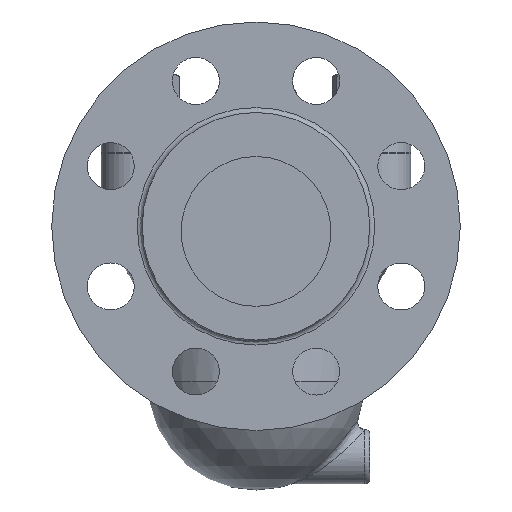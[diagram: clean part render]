
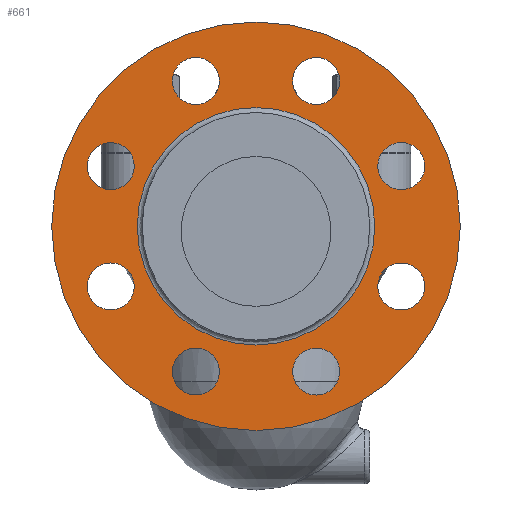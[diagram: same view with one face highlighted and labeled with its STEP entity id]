
A CAD part, left-side view. The second image highlights one B-rep face of the part: STEP entity #661.
In plain terms, the highlighted free-form (B-spline) face has degree [1, 1] with [2, 2] control points.
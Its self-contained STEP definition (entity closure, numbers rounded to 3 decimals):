
#490=CARTESIAN_POINT('',(-133.6,0.0,46.95));
#491=VERTEX_POINT('',#490);
#492=CARTESIAN_POINT('',(-133.6,0.0,-1.));
#493=DIRECTION('',(-1.0,0.0,0.0));
#494=DIRECTION('',(0.0,0.0,-1.0));
#495=AXIS2_PLACEMENT_3D('',#492,#493,#494);
#496=CIRCLE('',#495,47.95);
#497=EDGE_CURVE('',#491,#491,#496,.T.);
#554=CARTESIAN_POINT('',(-133.6,82.5,81.5));
#555=CARTESIAN_POINT('',(-133.6,82.5,-83.5));
#556=CARTESIAN_POINT('',(-133.6,-82.5,81.5));
#557=CARTESIAN_POINT('',(-133.6,-82.5,-83.5));
#558=B_SPLINE_SURFACE_WITH_KNOTS('',1,1,((#554,#556),(#555,#557)),.UNSPECIFIED.,.F.,.F.,.U.,(2,2),(2,2),(0.0,165.),(0.0,165.),.UNSPECIFIED.);
#559=CARTESIAN_POINT('',(-133.6,0.0,81.5));
#560=VERTEX_POINT('',#559);
#561=CARTESIAN_POINT('',(-133.6,0.0,-1.));
#562=DIRECTION('',(-1.0,0.0,0.0));
#563=DIRECTION('',(0.0,0.0,1.0));
#564=AXIS2_PLACEMENT_3D('',#561,#562,#563);
#565=CIRCLE('',#564,82.5);
#566=EDGE_CURVE('',#560,#560,#565,.T.);
#567=ORIENTED_EDGE('',*,*,#566,.T.);
#568=EDGE_LOOP('',(#567));
#569=FACE_OUTER_BOUND('',#568,.T.);
#570=CARTESIAN_POINT('',(-133.6,24.3,48.166));
#571=VERTEX_POINT('',#570);
#572=CARTESIAN_POINT('',(-133.6,24.3,57.666));
#573=DIRECTION('',(1.0,0.0,0.0));
#574=DIRECTION('',(0.0,0.0,-1.0));
#575=AXIS2_PLACEMENT_3D('',#572,#573,#574);
#576=CIRCLE('',#575,9.5);
#577=EDGE_CURVE('',#571,#571,#576,.T.);
#578=ORIENTED_EDGE('',*,*,#577,.T.);
#579=EDGE_LOOP('',(#578));
#580=FACE_BOUND('',#579,.T.);
#581=CARTESIAN_POINT('',(-133.6,51.949,16.583));
#582=VERTEX_POINT('',#581);
#583=CARTESIAN_POINT('',(-133.6,58.666,23.3));
#584=DIRECTION('',(1.,0.,0.));
#585=DIRECTION('',(0.,-0.707,-0.707));
#586=AXIS2_PLACEMENT_3D('',#583,#584,#585);
#587=CIRCLE('',#586,9.5);
#588=EDGE_CURVE('',#582,#582,#587,.T.);
#589=ORIENTED_EDGE('',*,*,#588,.T.);
#590=EDGE_LOOP('',(#589));
#591=FACE_BOUND('',#590,.T.);
#592=CARTESIAN_POINT('',(-133.6,49.166,-25.3));
#593=VERTEX_POINT('',#592);
#594=CARTESIAN_POINT('',(-133.6,58.666,-25.3));
#595=DIRECTION('',(1.0,0.0,0.0));
#596=DIRECTION('',(0.0,-1.0,0.0));
#597=AXIS2_PLACEMENT_3D('',#594,#595,#596);
#598=CIRCLE('',#597,9.5);
#599=EDGE_CURVE('',#593,#593,#598,.T.);
#600=ORIENTED_EDGE('',*,*,#599,.T.);
#601=EDGE_LOOP('',(#600));
#602=FACE_BOUND('',#601,.T.);
#603=CARTESIAN_POINT('',(-133.6,17.583,-52.949));
#604=VERTEX_POINT('',#603);
#605=CARTESIAN_POINT('',(-133.6,24.3,-59.666));
#606=DIRECTION('',(1.,0.,0.));
#607=DIRECTION('',(0.,-0.707,0.707));
#608=AXIS2_PLACEMENT_3D('',#605,#606,#607);
#609=CIRCLE('',#608,9.5);
#610=EDGE_CURVE('',#604,#604,#609,.T.);
#611=ORIENTED_EDGE('',*,*,#610,.T.);
#612=EDGE_LOOP('',(#611));
#613=FACE_BOUND('',#612,.T.);
#614=CARTESIAN_POINT('',(-133.6,-24.3,-50.166));
#615=VERTEX_POINT('',#614);
#616=CARTESIAN_POINT('',(-133.6,-24.3,-59.666));
#617=DIRECTION('',(1.0,0.0,0.0));
#618=DIRECTION('',(0.0,0.0,1.0));
#619=AXIS2_PLACEMENT_3D('',#616,#617,#618);
#620=CIRCLE('',#619,9.5);
#621=EDGE_CURVE('',#615,#615,#620,.T.);
#622=ORIENTED_EDGE('',*,*,#621,.T.);
#623=EDGE_LOOP('',(#622));
#624=FACE_BOUND('',#623,.T.);
#625=CARTESIAN_POINT('',(-133.6,-51.949,-18.583));
#626=VERTEX_POINT('',#625);
#627=CARTESIAN_POINT('',(-133.6,-58.666,-25.3));
#628=DIRECTION('',(1.0,0.,0.));
#629=DIRECTION('',(0.,0.707,0.707));
#630=AXIS2_PLACEMENT_3D('',#627,#628,#629);
#631=CIRCLE('',#630,9.5);
#632=EDGE_CURVE('',#626,#626,#631,.T.);
#633=ORIENTED_EDGE('',*,*,#632,.T.);
#634=EDGE_LOOP('',(#633));
#635=FACE_BOUND('',#634,.T.);
#636=CARTESIAN_POINT('',(-133.6,-49.166,23.3));
#637=VERTEX_POINT('',#636);
#638=CARTESIAN_POINT('',(-133.6,-58.666,23.3));
#639=DIRECTION('',(1.0,0.0,0.0));
#640=DIRECTION('',(0.0,1.0,0.0));
#641=AXIS2_PLACEMENT_3D('',#638,#639,#640);
#642=CIRCLE('',#641,9.5);
#643=EDGE_CURVE('',#637,#637,#642,.T.);
#644=ORIENTED_EDGE('',*,*,#643,.T.);
#645=EDGE_LOOP('',(#644));
#646=FACE_BOUND('',#645,.T.);
#647=CARTESIAN_POINT('',(-133.6,-17.583,50.949));
#648=VERTEX_POINT('',#647);
#649=CARTESIAN_POINT('',(-133.6,-24.3,57.666));
#650=DIRECTION('',(1.0,0.,0.));
#651=DIRECTION('',(0.,0.707,-0.707));
#652=AXIS2_PLACEMENT_3D('',#649,#650,#651);
#653=CIRCLE('',#652,9.5);
#654=EDGE_CURVE('',#648,#648,#653,.T.);
#655=ORIENTED_EDGE('',*,*,#654,.T.);
#656=EDGE_LOOP('',(#655));
#657=FACE_BOUND('',#656,.T.);
#658=ORIENTED_EDGE('',*,*,#497,.F.);
#659=EDGE_LOOP('',(#658));
#660=FACE_BOUND('',#659,.T.);
#661=ADVANCED_FACE('',(#569,#580,#591,#602,#613,#624,#635,#646,#657,#660),#558,.T.);
